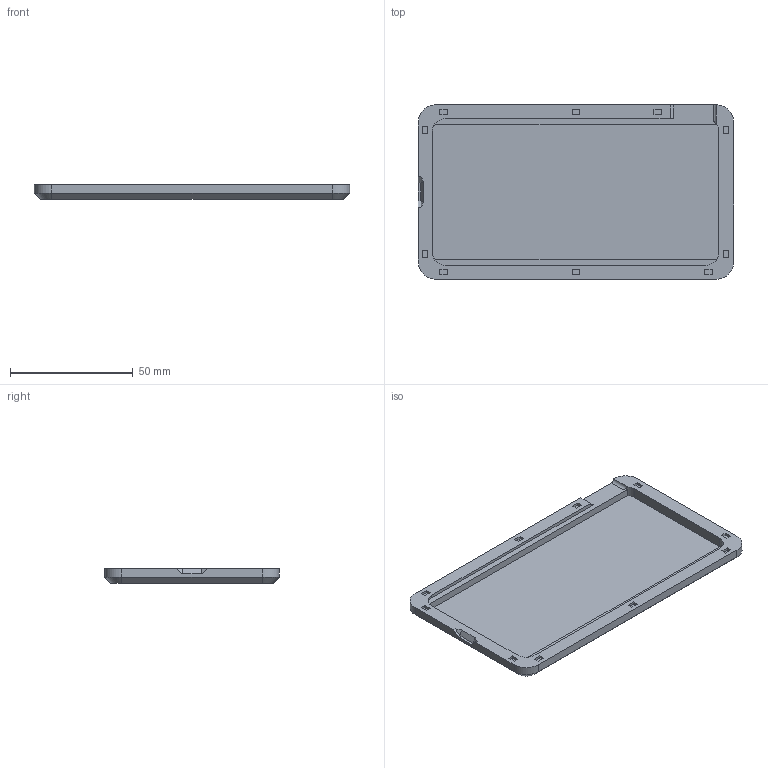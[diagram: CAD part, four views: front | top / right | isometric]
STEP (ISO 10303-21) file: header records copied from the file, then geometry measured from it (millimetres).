
FILE_DESCRIPTION(/* description */ (''),/* implementation_level */ '2;1');
FILE_NAME(/* name */ 'Rhino Pad Bottom Case',/* time_stamp */ '2024-02-08T20:57:54+13:00',/* author */ (''),/* organization */ (''),/* preprocessor_version */ 'ST-DEVELOPER v16.5',/* originating_system */ 'Rhino 7.36',/* authorisation */ '');
FILE_SCHEMA (('AUTOMOTIVE_DESIGN_CC2'));
Length unit declared in the file: millimetre
Products named in the file (1): Document
Bounding box: 128.6 x 71.15 x 6 mm (x, y, z)
Volume: 24478.8 mm3; surface area: 21521.3 mm2
Topology: 1 solids, 1 shells, 92 faces, 229 edges, 149 vertices
Faces by surface type: plane 75, bspline 10, cylinder 7
Entity records: 2460 total; most frequent: CARTESIAN_POINT 878, ORIENTED_EDGE 458, EDGE_CURVE 229, B_SPLINE_CURVE_WITH_KNOTS 179, VERTEX_POINT 149, EDGE_LOOP 102, ADVANCED_FACE 92, FACE_OUTER_BOUND 92
